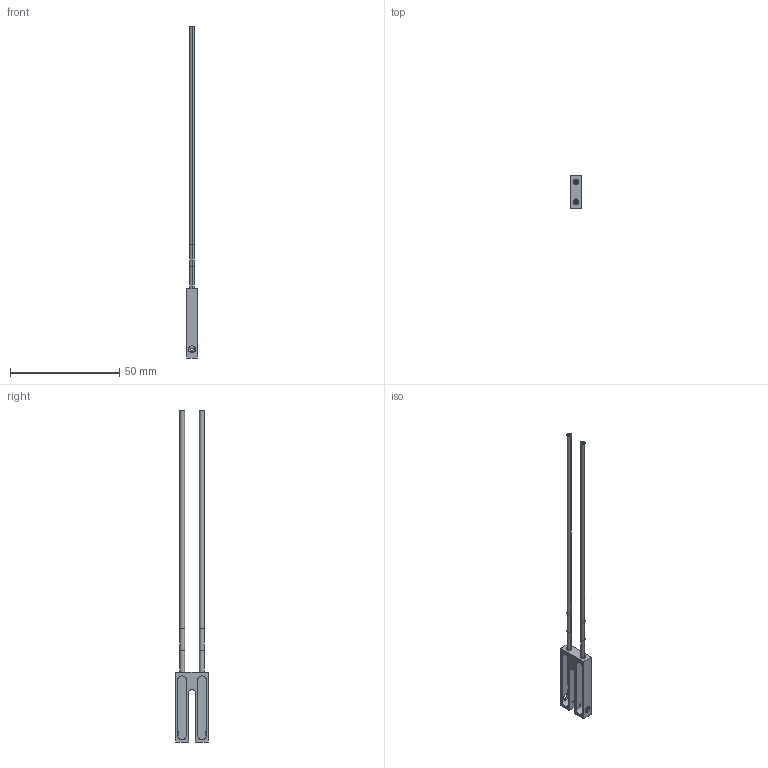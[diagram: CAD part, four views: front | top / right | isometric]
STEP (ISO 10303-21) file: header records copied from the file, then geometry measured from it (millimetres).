
FILE_DESCRIPTION((''),'2;1');
FILE_NAME('192755_ASM','2016-02-09T',('pdmadmin'),(''),'PRO/ENGINEER BY PARAMETRIC TECHNOLOGY CORPORATION, 2013230','PRO/ENGINEER BY PARAMETRIC TECHNOLOGY CORPORATION, 2013230','');
FILE_SCHEMA(('CONFIG_CONTROL_DESIGN'));
Length unit declared in the file: inch
Products named in the file (4): 39437; 51022; 48012_ASM; 192755_ASM
Assembly tree (4 placements, depth 3):
  192755_ASM
    48012_ASM
      39437
      51022  x2
Bounding box: 4.98 x 14.96 x 152 mm (x, y, z)
Volume: 2032.8 mm3; surface area: 4429.2 mm2
Topology: 3 solids, 5 shells, 66 faces, 164 edges, 104 vertices
Faces by surface type: cylinder 34, plane 24, bspline 8
Entity records: 2035 total; most frequent: CARTESIAN_POINT 590, DIRECTION 298, ORIENTED_EDGE 268, EDGE_CURVE 136, AXIS2_PLACEMENT_3D 113, VERTEX_POINT 88, VECTOR 72, LINE 72
